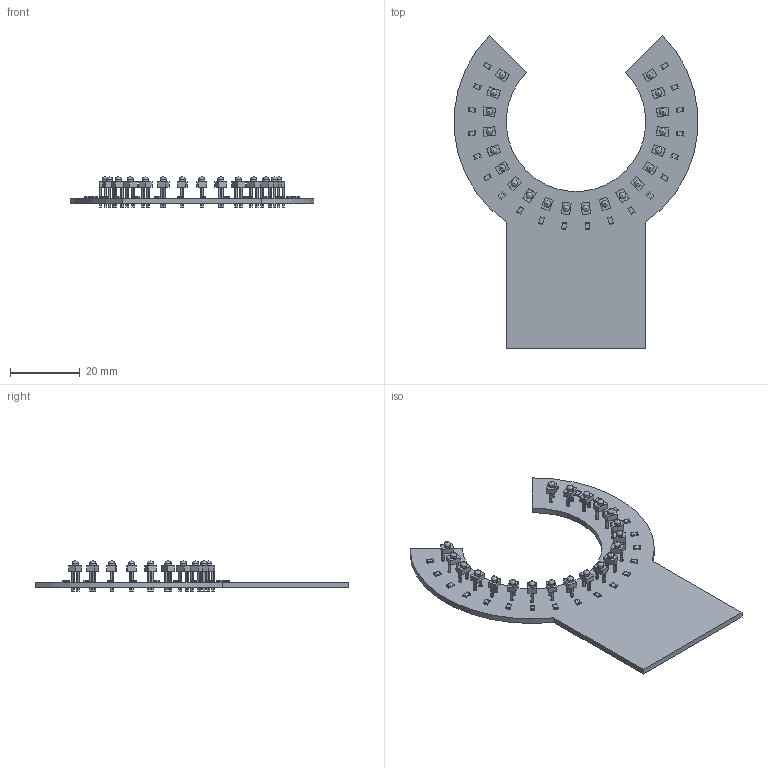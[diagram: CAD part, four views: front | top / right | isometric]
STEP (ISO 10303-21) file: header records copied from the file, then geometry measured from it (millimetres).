
FILE_DESCRIPTION(('KiCad electronic assembly'),'2;1');
FILE_NAME('VeinFinder_Thruhole_LedBoard.step','2024-04-12T14:30:22',( 'Pcbnew'),('Kicad'),'Open CASCADE STEP processor 7.7', 'KiCad to STEP converter','Unknown');
FILE_SCHEMA(('AUTOMOTIVE_DESIGN { 1 0 10303 214 1 1 1 1 }'));
Length unit declared in the file: millimetre
Products named in the file (6): VeinFinder_Thruhole_LedBoard 1; LED_D1.8mm_W3.3mm_H2.4mm; R_0805_2012Metric; _autosave-VeinFinder_Thruhole_LedBoard_PCB
Assembly tree (43 placements, depth 3):
  VeinFinder_Thruhole_LedBoard 1
    LED_D1.8mm_W3.3mm_H2.4mm  x20
      LED_D1.8mm_W3.3mm_H2.4mm
    R_0805_2012Metric  x20
      R_0805_2012Metric
    _autosave-VeinFinder_Thruhole_LedBoard_PCB
Bounding box: 69.74 x 89.75 x 8.6 mm (x, y, z)
Volume: 5528.7 mm3; surface area: 8636.9 mm2
Topology: 41 solids, 41 shells, 950 faces, 2324 edges, 1516 vertices
Faces by surface type: plane 707, cylinder 223, revolution 20
Full cylindrical faces by diameter (mm): 0.9 x40, 1.8 x20
Entity records: 3893 total; most frequent: DIRECTION 636, CARTESIAN_POINT 569, ORIENTED_EDGE 506, EDGE_CURVE 253, AXIS2_PLACEMENT_3D 244, FACE_BOUND 178, EDGE_LOOP 178, VERTEX_POINT 167
